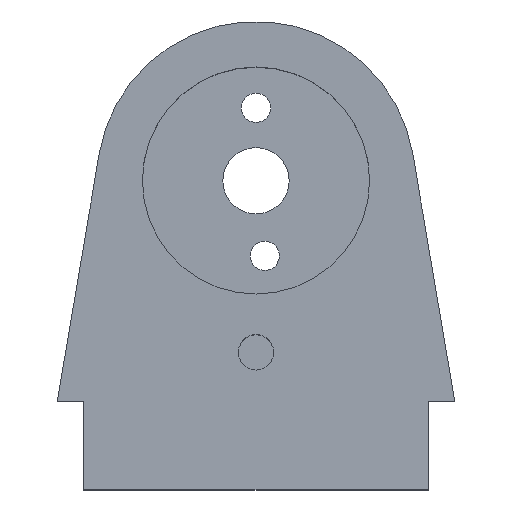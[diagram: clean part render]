
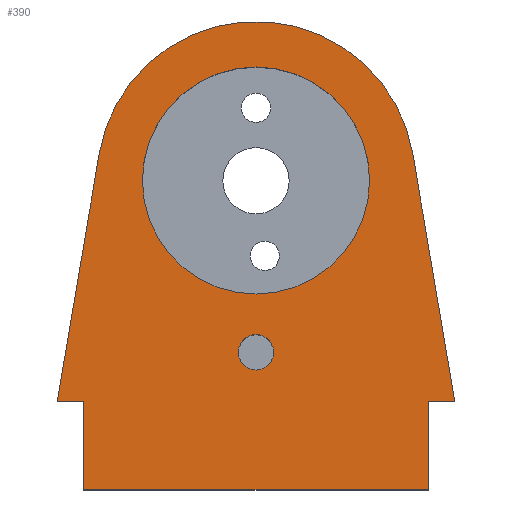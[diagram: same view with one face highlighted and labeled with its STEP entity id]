
A CAD part, top view. The second image highlights one B-rep face of the part: STEP entity #390.
In plain terms, the highlighted planar face has unit normal (0, 0, 1).
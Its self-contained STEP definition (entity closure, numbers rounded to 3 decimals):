
#1=CARTESIAN_POINT('',(0.,-19.446,15.));
#2=DIRECTION('',(0.,0.,1.));
#3=DIRECTION('',(1.,0.,0.));
#4=AXIS2_PLACEMENT_3D('',#1,#2,#3);
#6=CARTESIAN_POINT('',(0.,-19.446,15.));
#7=DIRECTION('',(0.,0.,1.));
#8=DIRECTION('',(-1.,0.,0.));
#9=AXIS2_PLACEMENT_3D('',#6,#7,#8);
#11=DIRECTION('',(0.,1.,0.));
#12=VECTOR('',#11,10.);
#13=CARTESIAN_POINT('',(19.5,-35.,15.));
#14=LINE('',#13,#12);
#15=DIRECTION('',(1.,0.,0.));
#16=VECTOR('',#15,39.);
#17=CARTESIAN_POINT('',(-19.5,-35.,15.));
#18=LINE('',#17,#16);
#19=DIRECTION('',(0.,1.,0.));
#20=VECTOR('',#19,10.);
#21=CARTESIAN_POINT('',(-19.5,-35.,15.));
#22=LINE('',#21,#20);
#23=DIRECTION('',(-0.167,-0.986,0.));
#24=VECTOR('',#23,28.412);
#25=CARTESIAN_POINT('',(-17.746,3.012,15.));
#26=LINE('',#25,#24);
#27=CARTESIAN_POINT('',(0.,0.,15.));
#28=DIRECTION('',(0.,0.,1.));
#29=DIRECTION('',(0.986,0.167,0.));
#30=AXIS2_PLACEMENT_3D('',#27,#28,#29);
#32=DIRECTION('',(-0.167,0.986,0.));
#33=VECTOR('',#32,28.412);
#34=CARTESIAN_POINT('',(22.5,-25.,15.));
#35=LINE('',#34,#33);
#36=CARTESIAN_POINT('',(0.,0.,15.));
#37=DIRECTION('',(0.,0.,-1.));
#38=DIRECTION('',(-1.,0.,0.));
#39=AXIS2_PLACEMENT_3D('',#36,#37,#38);
#41=CARTESIAN_POINT('',(0.,0.,15.));
#42=DIRECTION('',(0.,0.,-1.));
#43=DIRECTION('',(1.,0.,0.));
#44=AXIS2_PLACEMENT_3D('',#41,#42,#43);
#152=DIRECTION('',(1.,0.,0.));
#153=VECTOR('',#152,3.);
#154=CARTESIAN_POINT('',(-22.5,-25.,15.));
#155=LINE('',#154,#153);
#164=DIRECTION('',(1.,0.,0.));
#165=VECTOR('',#164,3.);
#166=CARTESIAN_POINT('',(19.5,-25.,15.));
#167=LINE('',#166,#165);
#275=CARTESIAN_POINT('',(22.5,-25.,15.));
#276=CARTESIAN_POINT('',(17.746,3.012,15.));
#277=VERTEX_POINT('',#275);
#278=VERTEX_POINT('',#276);
#279=CARTESIAN_POINT('',(-17.746,3.012,15.));
#280=VERTEX_POINT('',#279);
#281=CARTESIAN_POINT('',(-22.5,-25.,15.));
#282=VERTEX_POINT('',#281);
#283=CARTESIAN_POINT('',(2.,-19.446,15.));
#284=CARTESIAN_POINT('',(-2.,-19.446,15.));
#285=VERTEX_POINT('',#283);
#286=VERTEX_POINT('',#284);
#287=CARTESIAN_POINT('',(19.5,-35.,15.));
#288=CARTESIAN_POINT('',(19.5,-25.,15.));
#289=VERTEX_POINT('',#287);
#290=VERTEX_POINT('',#288);
#291=CARTESIAN_POINT('',(-19.5,-35.,15.));
#292=CARTESIAN_POINT('',(-19.5,-25.,15.));
#293=VERTEX_POINT('',#291);
#294=VERTEX_POINT('',#292);
#303=CARTESIAN_POINT('',(-12.85,0.,15.));
#304=CARTESIAN_POINT('',(12.85,0.,15.));
#305=VERTEX_POINT('',#303);
#306=VERTEX_POINT('',#304);
#355=CARTESIAN_POINT('',(0.,0.,15.));
#356=DIRECTION('',(0.,0.,1.));
#357=DIRECTION('',(1.,0.,0.));
#358=AXIS2_PLACEMENT_3D('',#355,#356,#357);
#359=PLANE('',#358);
#361=ORIENTED_EDGE('',*,*,#360,.F.);
#363=ORIENTED_EDGE('',*,*,#362,.F.);
#365=ORIENTED_EDGE('',*,*,#364,.T.);
#367=ORIENTED_EDGE('',*,*,#366,.F.);
#369=ORIENTED_EDGE('',*,*,#368,.F.);
#371=ORIENTED_EDGE('',*,*,#370,.F.);
#373=ORIENTED_EDGE('',*,*,#372,.F.);
#375=ORIENTED_EDGE('',*,*,#374,.F.);
#376=EDGE_LOOP('',(#361,#363,#365,#367,#369,#371,#373,#375));
#377=FACE_OUTER_BOUND('',#376,.F.);
#379=ORIENTED_EDGE('',*,*,#378,.T.);
#381=ORIENTED_EDGE('',*,*,#380,.T.);
#382=EDGE_LOOP('',(#379,#381));
#383=FACE_BOUND('',#382,.F.);
#385=ORIENTED_EDGE('',*,*,#384,.F.);
#387=ORIENTED_EDGE('',*,*,#386,.F.);
#388=EDGE_LOOP('',(#385,#387));
#389=FACE_BOUND('',#388,.F.);
#390=ADVANCED_FACE('',(#377,#383,#389),#359,.T.);
#5=CIRCLE('',#4,2.);
#10=CIRCLE('',#9,2.);
#31=CIRCLE('',#30,18.);
#40=CIRCLE('',#39,12.85);
#45=CIRCLE('',#44,12.85);
#360=EDGE_CURVE('',#289,#290,#14,.T.);
#362=EDGE_CURVE('',#293,#289,#18,.T.);
#364=EDGE_CURVE('',#293,#294,#22,.T.);
#366=EDGE_CURVE('',#282,#294,#155,.T.);
#368=EDGE_CURVE('',#280,#282,#26,.T.);
#370=EDGE_CURVE('',#278,#280,#31,.T.);
#372=EDGE_CURVE('',#277,#278,#35,.T.);
#374=EDGE_CURVE('',#290,#277,#167,.T.);
#378=EDGE_CURVE('',#285,#286,#5,.T.);
#380=EDGE_CURVE('',#286,#285,#10,.T.);
#384=EDGE_CURVE('',#305,#306,#40,.T.);
#386=EDGE_CURVE('',#306,#305,#45,.T.);
